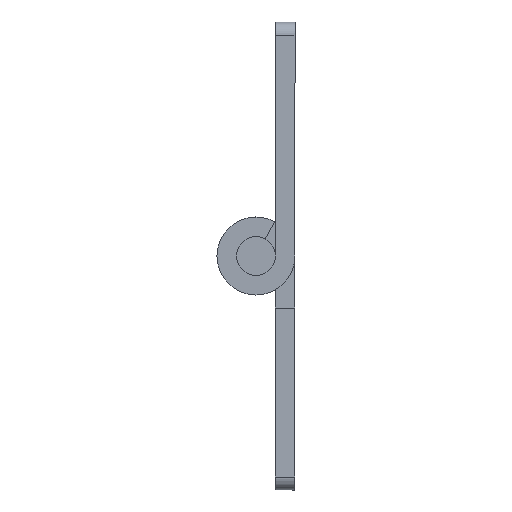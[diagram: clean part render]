
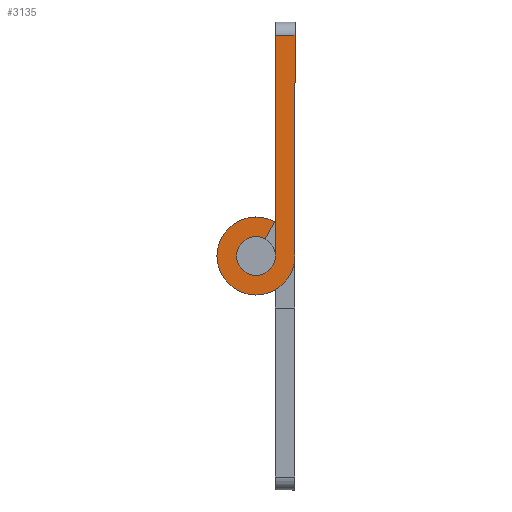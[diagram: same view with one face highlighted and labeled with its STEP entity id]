
A CAD part, left-side view. The second image highlights one B-rep face of the part: STEP entity #3135.
In plain terms, the highlighted planar face has unit normal (-1, 0, 0).
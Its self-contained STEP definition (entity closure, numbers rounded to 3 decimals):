
#54 = EDGE_CURVE ( 'NONE', #692, #2437, #1231, .T. ) ;
#92 = CARTESIAN_POINT ( 'NONE',  ( 0., -1.5, -3.999 ) ) ;
#146 = CARTESIAN_POINT ( 'NONE',  ( 0., 0., 0. ) ) ;
#185 = AXIS2_PLACEMENT_3D ( 'NONE', #3486, #1797, #2295 ) ;
#229 = DIRECTION ( 'NONE',  ( 0., 0., -1. ) ) ;
#230 = DIRECTION ( 'NONE',  ( 1., 0., 0. ) ) ;
#261 = VERTEX_POINT ( 'NONE', #403 ) ;
#274 = LINE ( 'NONE', #92, #3612 ) ;
#331 = DIRECTION ( 'NONE',  ( 0., 0., -1. ) ) ;
#403 = CARTESIAN_POINT ( 'NONE',  ( 0., 0., 1.5 ) ) ;
#598 = LINE ( 'NONE', #1577, #2432 ) ;
#682 = CIRCLE ( 'NONE', #2120, 1.5 ) ;
#692 = VERTEX_POINT ( 'NONE', #1409 ) ;
#722 = DIRECTION ( 'NONE',  ( 0., 0., -1. ) ) ;
#737 = ORIENTED_EDGE ( 'NONE', *, *, #2474, .F. ) ;
#752 = CARTESIAN_POINT ( 'NONE',  ( 0., -3., 17. ) ) ;
#920 = ORIENTED_EDGE ( 'NONE', *, *, #3515, .F. ) ;
#931 = DIRECTION ( 'NONE',  ( 0., 0., 1. ) ) ;
#992 = EDGE_CURVE ( 'NONE', #2084, #1293, #2632, .T. ) ;
#1020 = CARTESIAN_POINT ( 'NONE',  ( 0., -3., 0. ) ) ;
#1043 = VERTEX_POINT ( 'NONE', #2728 ) ;
#1091 = CARTESIAN_POINT ( 'NONE',  ( 0., 0., 0. ) ) ;
#1100 = LINE ( 'NONE', #1781, #3171 ) ;
#1105 = ORIENTED_EDGE ( 'NONE', *, *, #54, .F. ) ;
#1154 = CIRCLE ( 'NONE', #1501, 3. ) ;
#1167 = VERTEX_POINT ( 'NONE', #1228 ) ;
#1199 = FACE_OUTER_BOUND ( 'NONE', #1912, .T. ) ;
#1228 = CARTESIAN_POINT ( 'NONE',  ( 0., 0., 3. ) ) ;
#1231 = CIRCLE ( 'NONE', #2252, 1.5 ) ;
#1280 = PLANE ( 'NONE',  #3092 ) ;
#1287 = CARTESIAN_POINT ( 'NONE',  ( 0., 0., 0. ) ) ;
#1293 = VERTEX_POINT ( 'NONE', #1020 ) ;
#1307 = DIRECTION ( 'NONE',  ( 0., 0., -1. ) ) ;
#1318 = CIRCLE ( 'NONE', #185, 3. ) ;
#1365 = AXIS2_PLACEMENT_3D ( 'NONE', #1091, #3627, #2237 ) ;
#1409 = CARTESIAN_POINT ( 'NONE',  ( 0., 0., -1.5 ) ) ;
#1421 = ORIENTED_EDGE ( 'NONE', *, *, #992, .F. ) ;
#1501 = AXIS2_PLACEMENT_3D ( 'NONE', #1287, #1590, #2729 ) ;
#1567 = CARTESIAN_POINT ( 'NONE',  ( 0., -1.5, 0. ) ) ;
#1577 = CARTESIAN_POINT ( 'NONE',  ( 0., 3.299, 17. ) ) ;
#1590 = DIRECTION ( 'NONE',  ( 1., 0., 0. ) ) ;
#1627 = CIRCLE ( 'NONE', #2956, 1.5 ) ;
#1659 = CARTESIAN_POINT ( 'NONE',  ( 0., 3.299, -3.999 ) ) ;
#1684 = ORIENTED_EDGE ( 'NONE', *, *, #3406, .F. ) ;
#1774 = ORIENTED_EDGE ( 'NONE', *, *, #3048, .F. ) ;
#1781 = CARTESIAN_POINT ( 'NONE',  ( 0., -1.45, 2.626 ) ) ;
#1782 = DIRECTION ( 'NONE',  ( -1., 0., 0. ) ) ;
#1797 = DIRECTION ( 'NONE',  ( 1., 0., 0. ) ) ;
#1817 = CIRCLE ( 'NONE', #1365, 3. ) ;
#1855 = DIRECTION ( 'NONE',  ( 0., -1., 0. ) ) ;
#1912 = EDGE_LOOP ( 'NONE', ( #737, #1684, #1105, #3513, #1774, #920, #3083, #3157, #2905, #1421 ) ) ;
#1960 = CARTESIAN_POINT ( 'NONE',  ( 0., -1.45, 2.626 ) ) ;
#1976 = CARTESIAN_POINT ( 'NONE',  ( 0., 0., 0. ) ) ;
#2013 = DIRECTION ( 'NONE',  ( -1., 0., 0. ) ) ;
#2084 = VERTEX_POINT ( 'NONE', #752 ) ;
#2120 = AXIS2_PLACEMENT_3D ( 'NONE', #1976, #2013, #331 ) ;
#2136 = CARTESIAN_POINT ( 'NONE',  ( 0., 0., 0. ) ) ;
#2175 = EDGE_CURVE ( 'NONE', #261, #692, #682, .T. ) ;
#2215 = DIRECTION ( 'NONE',  ( 0., 0., 1. ) ) ;
#2237 = DIRECTION ( 'NONE',  ( 0., 0., -1. ) ) ;
#2252 = AXIS2_PLACEMENT_3D ( 'NONE', #146, #1782, #722 ) ;
#2295 = DIRECTION ( 'NONE',  ( 0., 0., -1. ) ) ;
#2407 = DIRECTION ( 'NONE',  ( -1., 0., 0. ) ) ;
#2432 = VECTOR ( 'NONE', #1855, 1000. ) ;
#2437 = VERTEX_POINT ( 'NONE', #1567 ) ;
#2474 = EDGE_CURVE ( 'NONE', #3587, #2084, #598, .T. ) ;
#2632 = LINE ( 'NONE', #3009, #3524 ) ;
#2678 = VERTEX_POINT ( 'NONE', #1960 ) ;
#2728 = CARTESIAN_POINT ( 'NONE',  ( 0., 0., -3. ) ) ;
#2729 = DIRECTION ( 'NONE',  ( 0., 0., -1. ) ) ;
#2761 = EDGE_CURVE ( 'NONE', #1043, #1167, #1817, .T. ) ;
#2767 = CARTESIAN_POINT ( 'NONE',  ( 0., -0.725, 1.313 ) ) ;
#2905 = ORIENTED_EDGE ( 'NONE', *, *, #3056, .F. ) ;
#2956 = AXIS2_PLACEMENT_3D ( 'NONE', #2136, #2407, #1307 ) ;
#3009 = CARTESIAN_POINT ( 'NONE',  ( 0., -3., -0.899 ) ) ;
#3048 = EDGE_CURVE ( 'NONE', #3295, #261, #1627, .T. ) ;
#3056 = EDGE_CURVE ( 'NONE', #1293, #1043, #1154, .T. ) ;
#3083 = ORIENTED_EDGE ( 'NONE', *, *, #3556, .F. ) ;
#3092 = AXIS2_PLACEMENT_3D ( 'NONE', #1659, #230, #2215 ) ;
#3135 = ADVANCED_FACE ( 'NONE', ( #1199 ), #1280, .F. ) ;
#3157 = ORIENTED_EDGE ( 'NONE', *, *, #2761, .F. ) ;
#3171 = VECTOR ( 'NONE', #3497, 1000. ) ;
#3295 = VERTEX_POINT ( 'NONE', #2767 ) ;
#3406 = EDGE_CURVE ( 'NONE', #2437, #3587, #274, .T. ) ;
#3486 = CARTESIAN_POINT ( 'NONE',  ( 0., 0., 0. ) ) ;
#3497 = DIRECTION ( 'NONE',  ( 0., 0.483, -0.875 ) ) ;
#3513 = ORIENTED_EDGE ( 'NONE', *, *, #2175, .F. ) ;
#3515 = EDGE_CURVE ( 'NONE', #2678, #3295, #1100, .T. ) ;
#3524 = VECTOR ( 'NONE', #229, 1000. ) ;
#3556 = EDGE_CURVE ( 'NONE', #1167, #2678, #1318, .T. ) ;
#3579 = CARTESIAN_POINT ( 'NONE',  ( 0., -1.5, 17. ) ) ;
#3587 = VERTEX_POINT ( 'NONE', #3579 ) ;
#3612 = VECTOR ( 'NONE', #931, 1000. ) ;
#3627 = DIRECTION ( 'NONE',  ( 1., 0., 0. ) ) ;
